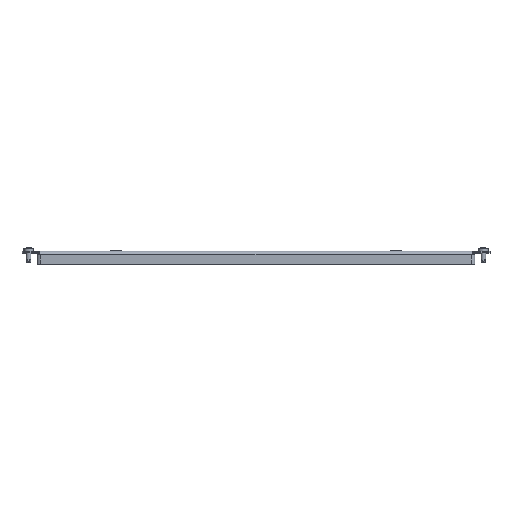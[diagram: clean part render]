
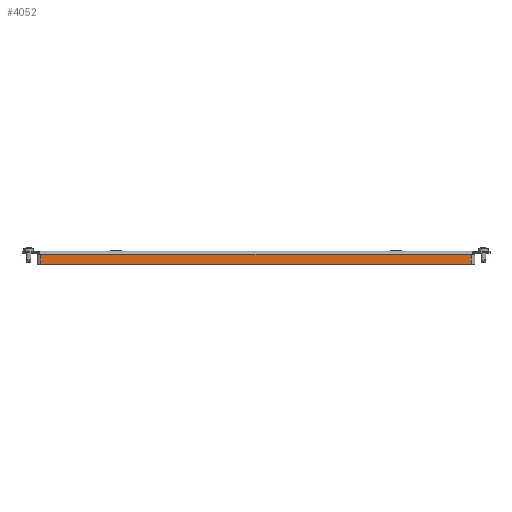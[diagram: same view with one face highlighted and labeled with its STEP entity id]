
A CAD part, top view. The second image highlights one B-rep face of the part: STEP entity #4052.
In plain terms, the highlighted face is planar.
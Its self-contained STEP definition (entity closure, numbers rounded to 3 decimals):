
#136 = VECTOR ( 'NONE', #1200, 1000. ) ;
#583 = DIRECTION ( 'NONE',  ( 0., -1., 0. ) ) ;
#931 = EDGE_LOOP ( 'NONE', ( #3729, #1216, #1866, #1955 ) ) ;
#989 = CARTESIAN_POINT ( 'NONE',  ( 5., -3., -229. ) ) ;
#1200 = DIRECTION ( 'NONE',  ( 0., 0., 1. ) ) ;
#1216 = ORIENTED_EDGE ( 'NONE', *, *, #1558, .F. ) ;
#1327 = DIRECTION ( 'NONE',  ( 1., 0., 0. ) ) ;
#1540 = DIRECTION ( 'NONE',  ( 0., 0., 1. ) ) ;
#1558 = EDGE_CURVE ( 'NONE', #1697, #4416, #3502, .T. ) ;
#1569 = VERTEX_POINT ( 'NONE', #4155 ) ;
#1697 = VERTEX_POINT ( 'NONE', #5471 ) ;
#1704 = CARTESIAN_POINT ( 'NONE',  ( -5., -3., 229. ) ) ;
#1866 = ORIENTED_EDGE ( 'NONE', *, *, #2735, .T. ) ;
#1955 = ORIENTED_EDGE ( 'NONE', *, *, #2401, .T. ) ;
#2122 = VERTEX_POINT ( 'NONE', #989 ) ;
#2170 = VECTOR ( 'NONE', #1327, 1000. ) ;
#2251 = PLANE ( 'NONE',  #4370 ) ;
#2372 = LINE ( 'NONE', #5205, #2509 ) ;
#2401 = EDGE_CURVE ( 'NONE', #2122, #1569, #4094, .T. ) ;
#2407 = CARTESIAN_POINT ( 'NONE',  ( -5., -3., -229. ) ) ;
#2509 = VECTOR ( 'NONE', #4747, 1000. ) ;
#2735 = EDGE_CURVE ( 'NONE', #1697, #2122, #2372, .T. ) ;
#2822 = CARTESIAN_POINT ( 'NONE',  ( -5., -3., 229. ) ) ;
#2917 = LINE ( 'NONE', #1704, #2170 ) ;
#3236 = EDGE_CURVE ( 'NONE', #4416, #1569, #2917, .T. ) ;
#3502 = LINE ( 'NONE', #2407, #136 ) ;
#3528 = DIRECTION ( 'NONE',  ( 1., 0., 0. ) ) ;
#3729 = ORIENTED_EDGE ( 'NONE', *, *, #3236, .F. ) ;
#4052 = ADVANCED_FACE ( 'NONE', ( #4209 ), #2251, .T. ) ;
#4054 = CARTESIAN_POINT ( 'NONE',  ( 5., -3., -229. ) ) ;
#4094 = LINE ( 'NONE', #4054, #4366 ) ;
#4155 = CARTESIAN_POINT ( 'NONE',  ( 5., -3., 229. ) ) ;
#4209 = FACE_OUTER_BOUND ( 'NONE', #931, .T. ) ;
#4366 = VECTOR ( 'NONE', #1540, 1000. ) ;
#4370 = AXIS2_PLACEMENT_3D ( 'NONE', #5224, #583, #3528 ) ;
#4416 = VERTEX_POINT ( 'NONE', #2822 ) ;
#4747 = DIRECTION ( 'NONE',  ( 1., 0., 0. ) ) ;
#5205 = CARTESIAN_POINT ( 'NONE',  ( -5., -3., -229. ) ) ;
#5224 = CARTESIAN_POINT ( 'NONE',  ( -5., -3., -229. ) ) ;
#5471 = CARTESIAN_POINT ( 'NONE',  ( -5., -3., -229. ) ) ;
